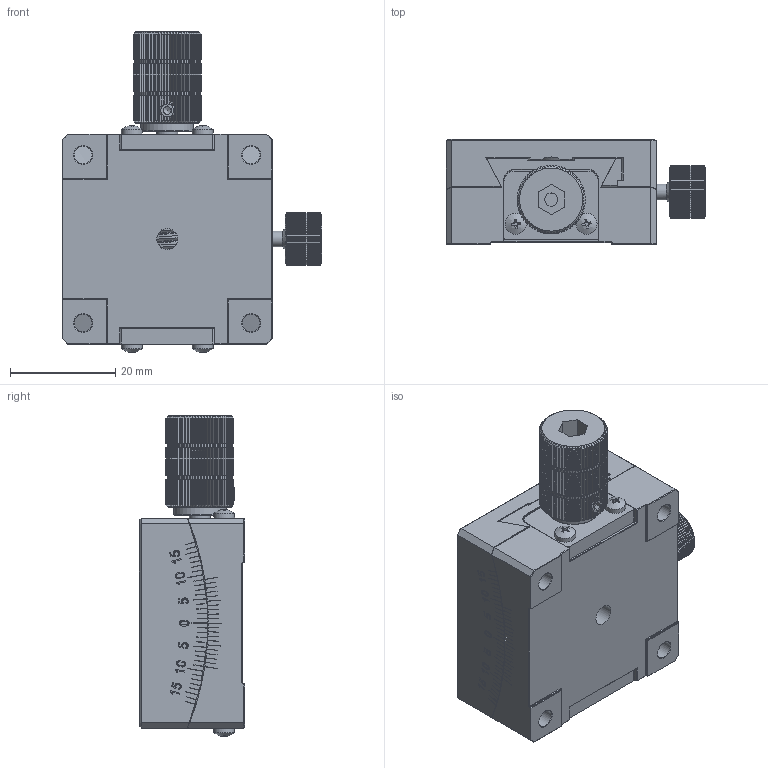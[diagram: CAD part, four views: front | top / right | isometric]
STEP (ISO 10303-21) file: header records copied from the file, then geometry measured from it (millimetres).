
FILE_DESCRIPTION (( 'STEP AP203' ), '1' );
FILE_NAME ('528946.STEP', '2024-11-12T09:49:26', ( 'Windows User' ), ( 'P R C' ), 'SwSTEP 2.0', 'SolidWorks 2020', '' );
FILE_SCHEMA (( 'CONFIG_CONTROL_DESIGN' ));
Products named in the file (1): 528946
Bounding box: 49.45 x 20 x 61.08 mm (x, y, z)
Volume: 31186.4 mm3; surface area: 20177.9 mm2
Topology: 15 solids, 15 shells, 2118 faces, 5626 edges, 3525 vertices
Faces by surface type: plane 1119, cylinder 550, cone 315, bspline 134
Full cylindrical faces by diameter (mm): 1.6 x8, 2 x4, 2.1 x1, 2.5 x9, 3 x2, 3.4 x4, 4 x11, 4.2 x2, 6 x6, 6.333 x4, 8.5 x2, 8.667 x2, 8.927 x2, 9.327 x2, 10 x1, 11 x2, 11.8 x2
Entity records: 79828 total; most frequent: CARTESIAN_POINT 29609, ORIENTED_EDGE 10856, DIRECTION 9894, EDGE_CURVE 5428, AXIS2_PLACEMENT_3D 3556, VERTEX_POINT 3452, LINE 2782, VECTOR 2782
